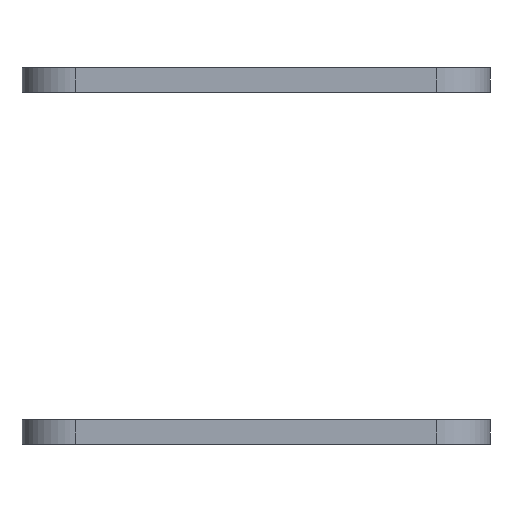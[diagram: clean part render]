
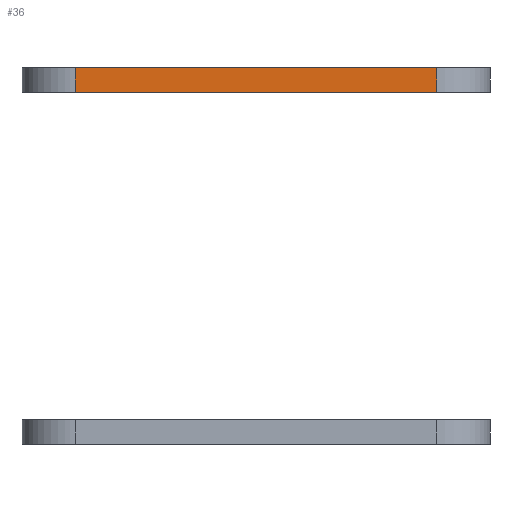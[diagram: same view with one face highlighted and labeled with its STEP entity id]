
A CAD part, front view. The second image highlights one B-rep face of the part: STEP entity #36.
In plain terms, the highlighted free-form (B-spline) face has degree [2, 1] with [3, 2] control points.
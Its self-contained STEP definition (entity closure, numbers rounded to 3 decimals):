
#36=ADVANCED_FACE('',(#66),#514,.T.);
#66=FACE_OUTER_BOUND('',#96,.T.);
#96=EDGE_LOOP('',(#146,#147,#148,#149));
#146=ORIENTED_EDGE('',*,*,#302,.T.);
#147=ORIENTED_EDGE('',*,*,#303,.T.);
#148=ORIENTED_EDGE('',*,*,#304,.F.);
#149=ORIENTED_EDGE('',*,*,#305,.F.);
#302=EDGE_CURVE('',#458,#459,#380,.T.);
#303=EDGE_CURVE('',#459,#460,#381,.T.);
#304=EDGE_CURVE('',#461,#460,#382,.T.);
#305=EDGE_CURVE('',#458,#461,#383,.T.);
#380=(
BOUNDED_CURVE()
B_SPLINE_CURVE(2,(#808,#809,#810),.UNSPECIFIED.,.F.,.F.)
B_SPLINE_CURVE_WITH_KNOTS((3,3),(0.,30.989),.UNSPECIFIED.)
CURVE()
GEOMETRIC_REPRESENTATION_ITEM()
RATIONAL_B_SPLINE_CURVE((1.,1.,1.))
REPRESENTATION_ITEM('')
);
#381=(
BOUNDED_CURVE()
B_SPLINE_CURVE(1,(#811,#812),.UNSPECIFIED.,.F.,.F.)
B_SPLINE_CURVE_WITH_KNOTS((2,2),(0.,99.665),.UNSPECIFIED.)
CURVE()
GEOMETRIC_REPRESENTATION_ITEM()
RATIONAL_B_SPLINE_CURVE((1.,1.))
REPRESENTATION_ITEM('')
);
#382=(
BOUNDED_CURVE()
B_SPLINE_CURVE(2,(#813,#814,#815),.UNSPECIFIED.,.F.,.F.)
B_SPLINE_CURVE_WITH_KNOTS((3,3),(0.,30.989),.UNSPECIFIED.)
CURVE()
GEOMETRIC_REPRESENTATION_ITEM()
RATIONAL_B_SPLINE_CURVE((1.,1.,1.))
REPRESENTATION_ITEM('')
);
#383=(
BOUNDED_CURVE()
B_SPLINE_CURVE(1,(#816,#817),.UNSPECIFIED.,.F.,.F.)
B_SPLINE_CURVE_WITH_KNOTS((2,2),(0.,99.665),.UNSPECIFIED.)
CURVE()
GEOMETRIC_REPRESENTATION_ITEM()
RATIONAL_B_SPLINE_CURVE((1.,1.))
REPRESENTATION_ITEM('')
);
#458=VERTEX_POINT('',#782);
#459=VERTEX_POINT('',#783);
#460=VERTEX_POINT('',#784);
#461=VERTEX_POINT('',#785);
#514=(
BOUNDED_SURFACE()
B_SPLINE_SURFACE(2,1,((#642,#643),(#644,#645),(#646,#647)),
 .UNSPECIFIED.,.F.,.F.,.F.)
B_SPLINE_SURFACE_WITH_KNOTS((3,3),(2,2),(0.,30.989),(0.,99.665),
 .UNSPECIFIED.)
GEOMETRIC_REPRESENTATION_ITEM()
RATIONAL_B_SPLINE_SURFACE(((1.,1.),(1.,1.),(1.,1.)))
REPRESENTATION_ITEM('')
SURFACE()
);
#642=CARTESIAN_POINT('',(30.102,56.224,63.003));
#643=CARTESIAN_POINT('',(30.102,56.224,65.09));
#644=CARTESIAN_POINT('',(45.596,56.224,63.003));
#645=CARTESIAN_POINT('',(45.596,56.224,65.09));
#646=CARTESIAN_POINT('',(61.091,56.224,63.003));
#647=CARTESIAN_POINT('',(61.091,56.224,65.09));
#782=CARTESIAN_POINT('',(30.102,56.224,63.003));
#783=CARTESIAN_POINT('',(61.091,56.224,63.003));
#784=CARTESIAN_POINT('',(61.091,56.224,65.09));
#785=CARTESIAN_POINT('',(30.102,56.224,65.09));
#808=CARTESIAN_POINT('',(30.102,56.224,63.003));
#809=CARTESIAN_POINT('',(45.596,56.224,63.003));
#810=CARTESIAN_POINT('',(61.091,56.224,63.003));
#811=CARTESIAN_POINT('',(61.091,56.224,63.003));
#812=CARTESIAN_POINT('',(61.091,56.224,65.09));
#813=CARTESIAN_POINT('',(30.102,56.224,65.09));
#814=CARTESIAN_POINT('',(45.596,56.224,65.09));
#815=CARTESIAN_POINT('',(61.091,56.224,65.09));
#816=CARTESIAN_POINT('',(30.102,56.224,63.003));
#817=CARTESIAN_POINT('',(30.102,56.224,65.09));
